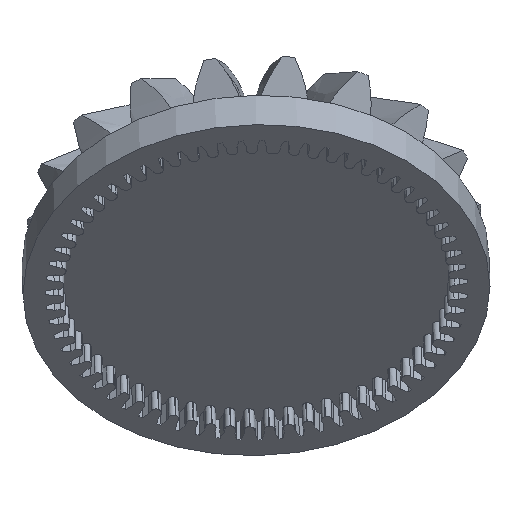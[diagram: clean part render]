
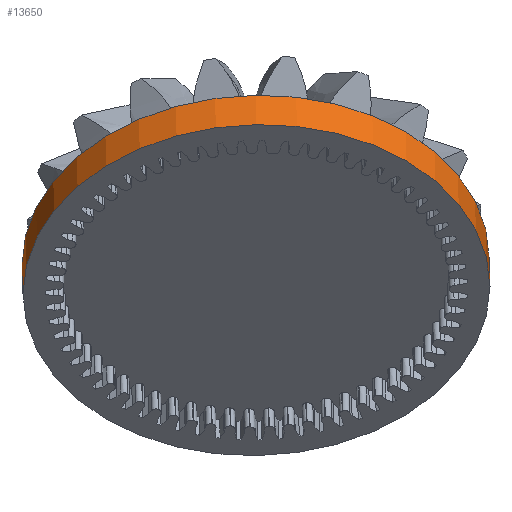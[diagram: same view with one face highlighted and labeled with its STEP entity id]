
A CAD part, top view. The second image highlights one B-rep face of the part: STEP entity #13650.
In plain terms, the highlighted cylindrical face has radius 45 mm (diameter 90 mm), a partial arc.
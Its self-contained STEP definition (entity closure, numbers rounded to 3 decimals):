
#1587=CARTESIAN_POINT('',(-0.707,22.263,
-22.274));
#1588=DIRECTION('',(0.022,-0.707,0.707));
#1589=DIRECTION('',(1.,0.016,-0.016));
#1590=AXIS2_PLACEMENT_3D('',#1587,#1588,#1589);
#1597=DIRECTION('',(0.022,-0.707,0.707));
#1598=VECTOR('',#1597,8.);
#1599=CARTESIAN_POINT('',(44.281,22.977,-22.988));
#1600=LINE('',#1599,#1598);
#1601=DIRECTION('',(0.022,-0.707,0.707));
#1602=VECTOR('',#1601,8.);
#1603=CARTESIAN_POINT('',(-45.696,21.548,
-21.559));
#1604=LINE('',#1603,#1602);
#1605=CARTESIAN_POINT('',(-0.528,16.609,
-16.617));
#1606=DIRECTION('',(0.022,-0.707,0.707));
#1607=DIRECTION('',(1.,0.016,-0.016));
#1608=AXIS2_PLACEMENT_3D('',#1605,#1606,#1607);
#11317=CARTESIAN_POINT('',(44.281,22.977,
-22.988));
#11318=CARTESIAN_POINT('',(-45.696,21.548,
-21.559));
#11319=VERTEX_POINT('',#11317);
#11320=VERTEX_POINT('',#11318);
#11321=CARTESIAN_POINT('',(44.461,17.323,
-17.332));
#11322=CARTESIAN_POINT('',(-45.516,15.894,
-15.902));
#11323=VERTEX_POINT('',#11321);
#11324=VERTEX_POINT('',#11322);
#13636=CARTESIAN_POINT('',(-0.707,22.263,
-22.274));
#13637=DIRECTION('',(0.022,-0.707,0.707));
#13638=DIRECTION('',(1.,0.016,-0.016));
#13639=AXIS2_PLACEMENT_3D('',#13636,#13637,#13638);
#13640=CYLINDRICAL_SURFACE('',#13639,45.);
#13641=ORIENTED_EDGE('',*,*,#13612,.F.);
#13643=ORIENTED_EDGE('',*,*,#13642,.T.);
#13645=ORIENTED_EDGE('',*,*,#13644,.T.);
#13647=ORIENTED_EDGE('',*,*,#13646,.F.);
#13648=EDGE_LOOP('',(#13641,#13643,#13645,#13647));
#13649=FACE_OUTER_BOUND('',#13648,.F.);
#13650=ADVANCED_FACE('',(#13649),#13640,.T.);
#1591=CIRCLE('',#1590,45.);
#1609=CIRCLE('',#1608,45.);
#13612=EDGE_CURVE('',#11319,#11320,#1591,.T.);
#13642=EDGE_CURVE('',#11319,#11323,#1600,.T.);
#13644=EDGE_CURVE('',#11323,#11324,#1609,.T.);
#13646=EDGE_CURVE('',#11320,#11324,#1604,.T.);
